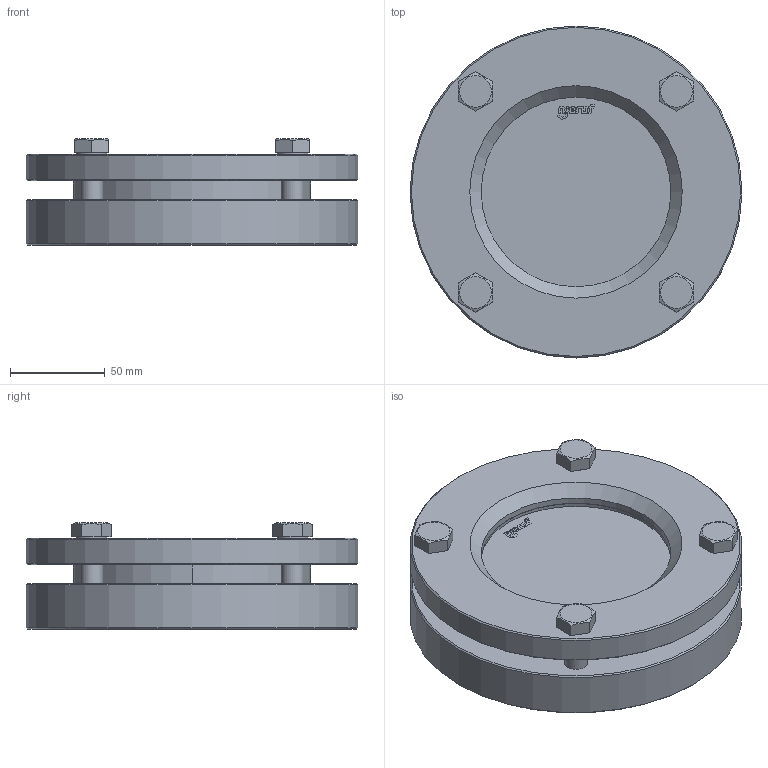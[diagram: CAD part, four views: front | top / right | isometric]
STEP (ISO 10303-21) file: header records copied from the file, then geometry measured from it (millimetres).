
FILE_DESCRIPTION(('HOOPS Exchange Step'),'2;1');
FILE_NAME('BS01_DN80.stp','2025-11-24T11:50:02+01:00',('nieru'),('Unknown organisation'),'HOOPS Exchange 2024.2','HOOPS Exchange','Unknown authorisation');
FILE_SCHEMA( ('AP203_CONFIGURATION_CONTROLLED_3D_DESIGN_OF_MECHANICAL_PARTS_AND_ASSEMBLIES_MIM_LF') );
Length unit declared in the file: millimetre
Products named in the file (3): 0; root
Assembly tree (2 placements, depth 3):
  root
    0
      0
Bounding box: 175 x 175 x 56 mm (x, y, z)
Volume: 738991.2 mm3; surface area: 159080.8 mm2
Topology: 9 solids, 9 shells, 111 faces, 371 edges, 297 vertices
Faces by surface type: plane 61, cylinder 28, cone 22
Full cylindrical faces by diameter (mm): 10.2 x4, 12 x4, 13 x4, 16.4 x4, 100 x2, 100.5 x2, 127 x2, 128 x2, 175 x2
Entity records: 4746 total; most frequent: CARTESIAN_POINT 1352, ORIENTED_EDGE 726, DIRECTION 633, EDGE_CURVE 363, VERTEX_POINT 297, AXIS2_PLACEMENT_3D 256, EDGE_LOOP 154, FACE_BOUND 154
